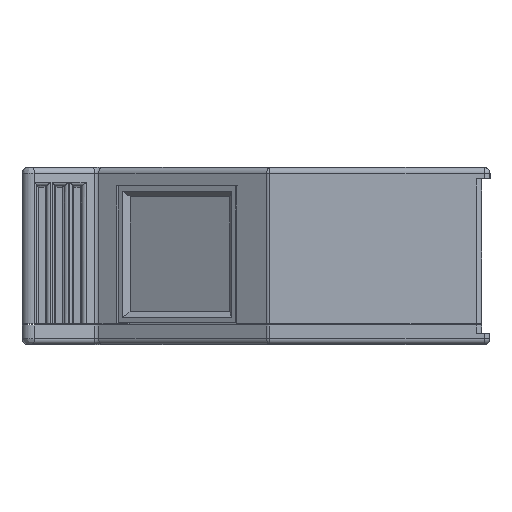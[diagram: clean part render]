
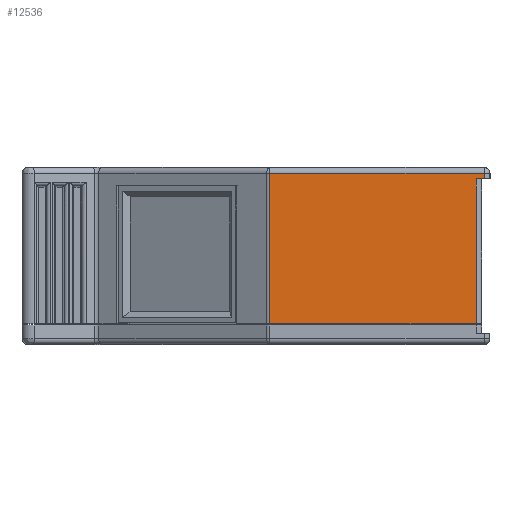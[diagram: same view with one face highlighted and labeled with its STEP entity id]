
A CAD part, left-side view. The second image highlights one B-rep face of the part: STEP entity #12536.
In plain terms, the highlighted planar face has unit normal (-1, 0, 0).
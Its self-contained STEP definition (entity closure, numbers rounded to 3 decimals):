
#12536=ADVANCED_FACE('',(#15219),#14230,.F.);
#14230=PLANE('',#43023);
#15219=FACE_OUTER_BOUND('',#16851,.T.);
#16851=EDGE_LOOP('',(#19622,#19623,#19624,#19625,#19626,#19627));
#19622=ORIENTED_EDGE('',*,*,#31283,.T.);
#19623=ORIENTED_EDGE('',*,*,#31284,.T.);
#19624=ORIENTED_EDGE('',*,*,#31285,.T.);
#19625=ORIENTED_EDGE('',*,*,#31253,.T.);
#19626=ORIENTED_EDGE('',*,*,#31286,.T.);
#19627=ORIENTED_EDGE('',*,*,#31287,.F.);
#28273=VERTEX_POINT('',#55953);
#28274=VERTEX_POINT('',#55955);
#28294=VERTEX_POINT('',#56009);
#28295=VERTEX_POINT('',#56010);
#28296=VERTEX_POINT('',#56012);
#28297=VERTEX_POINT('',#56015);
#31253=EDGE_CURVE('',#28274,#28273,#35419,.T.);
#31283=EDGE_CURVE('',#28294,#28295,#35446,.T.);
#31284=EDGE_CURVE('',#28295,#28296,#35447,.T.);
#31285=EDGE_CURVE('',#28296,#28274,#35448,.T.);
#31286=EDGE_CURVE('',#28273,#28297,#35449,.T.);
#31287=EDGE_CURVE('',#28294,#28297,#35450,.T.);
#35419=LINE('',#55954,#38002);
#35446=LINE('',#56008,#38029);
#35447=LINE('',#56011,#38030);
#35448=LINE('',#56013,#38031);
#35449=LINE('',#56014,#38032);
#35450=LINE('',#56016,#38033);
#38002=VECTOR('',#46358,1.);
#38029=VECTOR('',#46399,1.);
#38030=VECTOR('',#46400,1.);
#38031=VECTOR('',#46401,1.);
#38032=VECTOR('',#46402,1.);
#38033=VECTOR('',#46403,1.);
#43023=AXIS2_PLACEMENT_3D('',#56017,#46404,#46405);
#46358=DIRECTION('',(0.,-1.,0.));
#46399=DIRECTION('',(0.,0.,1.));
#46400=DIRECTION('',(0.,1.,0.));
#46401=DIRECTION('',(0.,0.,-1.));
#46402=DIRECTION('',(0.,0.,1.));
#46403=DIRECTION('',(0.,1.,0.));
#46404=DIRECTION('',(1.,0.,0.));
#46405=DIRECTION('',(0.,1.,0.));
#55953=CARTESIAN_POINT('',(-34.299,0.699,-0.2));
#55954=CARTESIAN_POINT('',(-34.299,18.804,-0.2));
#55955=CARTESIAN_POINT('',(-34.299,18.67,-0.2));
#56008=CARTESIAN_POINT('',(-34.299,-0.001,13.4));
#56009=CARTESIAN_POINT('',(-34.299,-0.001,12.4));
#56010=CARTESIAN_POINT('',(-34.299,-0.001,12.9));
#56011=CARTESIAN_POINT('',(-34.299,18.67,12.9));
#56012=CARTESIAN_POINT('',(-34.299,18.67,12.9));
#56013=CARTESIAN_POINT('',(-34.299,18.67,13.4));
#56014=CARTESIAN_POINT('',(-34.299,0.699,13.4));
#56015=CARTESIAN_POINT('',(-34.299,0.699,12.4));
#56016=CARTESIAN_POINT('',(-34.299,-0.501,12.4));
#56017=CARTESIAN_POINT('',(-34.299,18.804,13.4));
